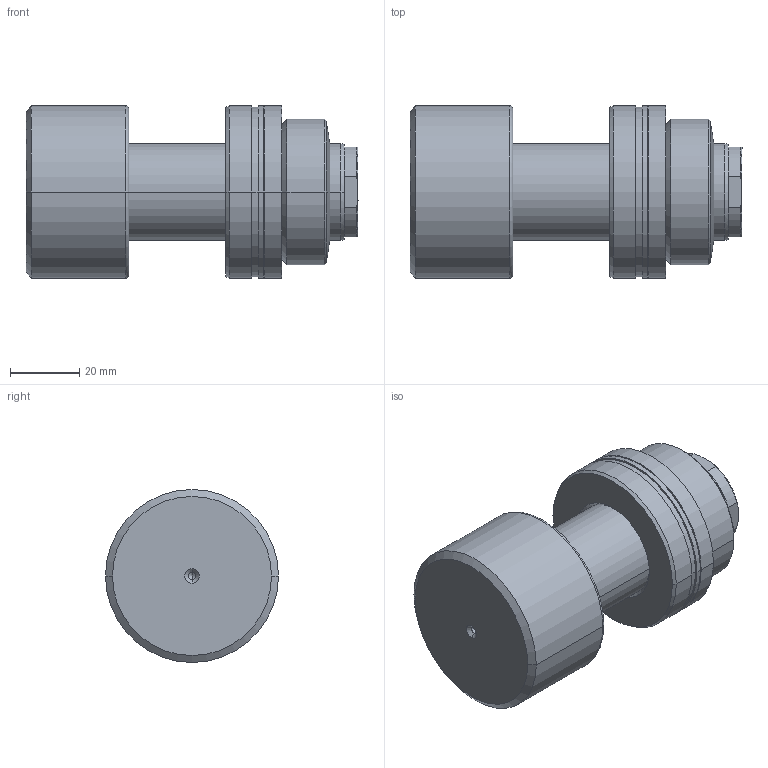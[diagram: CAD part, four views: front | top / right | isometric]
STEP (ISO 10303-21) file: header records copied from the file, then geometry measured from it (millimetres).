
FILE_DESCRIPTION (( 'STEP AP203' ), '1' );
FILE_NAME ('1bc4.STEP', '2024-01-08T12:51:08', ( '' ), ( '' ), 'SwSTEP 2.0', 'SolidWorks 2019', '' );
FILE_SCHEMA (( 'CONFIG_CONTROL_DESIGN' ));
Length unit declared in the file: millimetre
Products named in the file (3): V400CL_PC_X 8330f10156f3e37946b0dc70b26f8fd0; V400CL_VC_X 8330f10156f3e37946b0dc70b26f8fd0; 1bc4
Assembly tree (2 placements, depth 2):
  1bc4
    V400CL_PC_X 8330f10156f3e37946b0dc70b26f8fd0
    V400CL_VC_X 8330f10156f3e37946b0dc70b26f8fd0
Bounding box: 96 x 50 x 50 mm (x, y, z)
Volume: 129782.1 mm3; surface area: 24561 mm2
Topology: 2 solids, 2 shells, 74 faces, 160 edges, 94 vertices
Faces by surface type: cylinder 28, cone 26, plane 18, torus 2
Entity records: 2303 total; most frequent: DIRECTION 392, CARTESIAN_POINT 353, ORIENTED_EDGE 312, AXIS2_PLACEMENT_3D 165, EDGE_CURVE 156, VERTEX_POINT 94, CIRCLE 86, EDGE_LOOP 84
